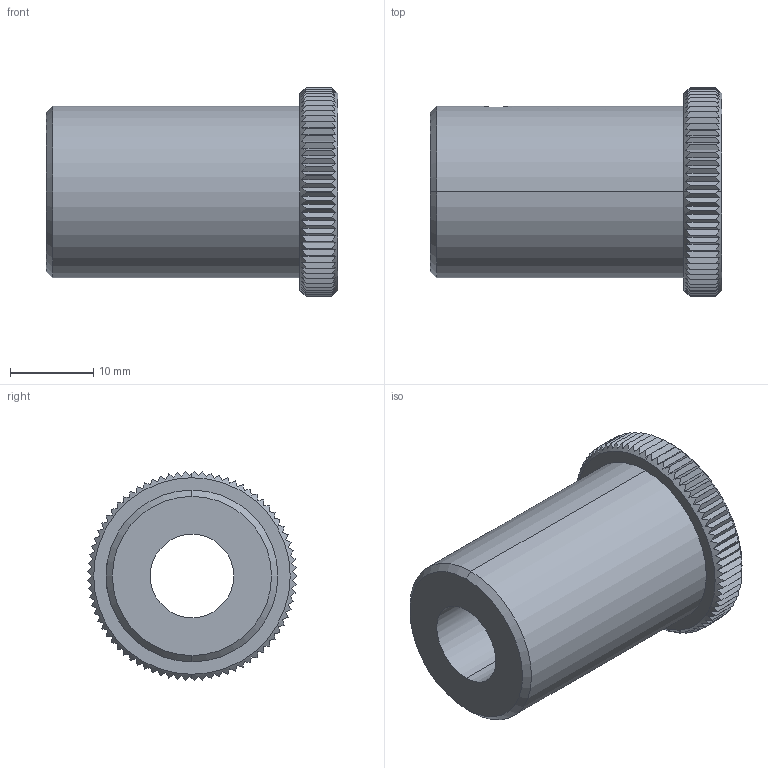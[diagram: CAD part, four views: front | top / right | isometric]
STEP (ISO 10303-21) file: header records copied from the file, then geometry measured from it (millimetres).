
FILE_DESCRIPTION (( 'STEP AP214' ), '1' );
FILE_NAME ('30-16-01-000-OUTLINE.STEP', '2007-08-07T16:09:05', ( ' ' ), ( ' ' ), 'SwSTEP 2.0', 'SolidWorks 2007', '' );
FILE_SCHEMA (( 'AUTOMOTIVE_DESIGN' ));
Length unit declared in the file: inch
Products named in the file (1): 30-16-01-000-OUTLINE
Bounding box: 35.05 x 25.14 x 25.14 mm (x, y, z)
Volume: 6796.8 mm3; surface area: 4734.2 mm2
Topology: 1 solids, 1 shells, 249 faces, 733 edges, 488 vertices
Faces by surface type: plane 158, cylinder 85, cone 6
Entity records: 11965 total; most frequent: CARTESIAN_POINT 2513, ORIENTED_EDGE 1466, DIRECTION 1089, EDGE_CURVE 733, VERTEX_POINT 488, AXIS2_PLACEMENT_3D 422, B_SPLINE_CURVE_WITH_KNOTS 316, EDGE_LOOP 255
